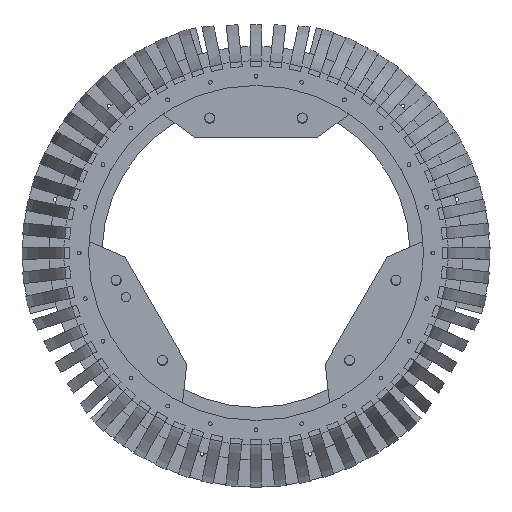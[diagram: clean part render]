
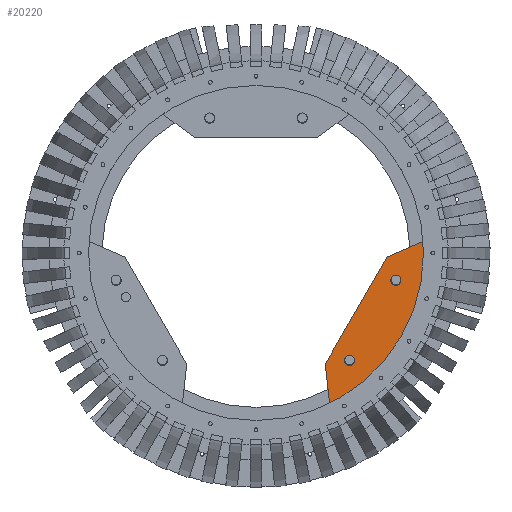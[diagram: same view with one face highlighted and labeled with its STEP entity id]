
A CAD part, top view. The second image highlights one B-rep face of the part: STEP entity #20220.
In plain terms, the highlighted planar face has unit normal (0, 0, 1).
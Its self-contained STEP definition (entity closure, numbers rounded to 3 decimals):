
#87=FACE_BOUND('',#3234,.T.);
#88=FACE_BOUND('',#3235,.T.);
#89=FACE_BOUND('',#3236,.T.);
#90=FACE_BOUND('',#3237,.T.);
#91=FACE_BOUND('',#3238,.T.);
#92=FACE_BOUND('',#3239,.T.);
#93=FACE_BOUND('',#3240,.T.);
#400=CIRCLE('',#21621,2.5);
#402=CIRCLE('',#21624,2.5);
#404=CIRCLE('',#21627,2.5);
#406=CIRCLE('',#21630,2.5);
#408=CIRCLE('',#21633,6.5);
#410=CIRCLE('',#21636,2.5);
#412=CIRCLE('',#21639,2.5);
#414=CIRCLE('',#21642,6.5);
#416=CIRCLE('',#21645,2.5);
#418=CIRCLE('',#21649,237.5);
#2047=FACE_OUTER_BOUND('',#3233,.T.);
#3233=EDGE_LOOP('',(#16252,#16253,#16254,#16255));
#3234=EDGE_LOOP('',(#16256));
#3235=EDGE_LOOP('',(#16257));
#3236=EDGE_LOOP('',(#16258,#16259));
#3237=EDGE_LOOP('',(#16260));
#3238=EDGE_LOOP('',(#16261,#16262));
#3239=EDGE_LOOP('',(#16263));
#3240=EDGE_LOOP('',(#16264));
#5136=LINE('',#38948,#7217);
#5141=LINE('',#38962,#7222);
#5144=LINE('',#38967,#7225);
#7217=VECTOR('',#25106,10.);
#7222=VECTOR('',#25119,10.);
#7225=VECTOR('',#25124,10.);
#9262=VERTEX_POINT('',#38892);
#9264=VERTEX_POINT('',#38898);
#9266=VERTEX_POINT('',#38904);
#9267=VERTEX_POINT('',#38905);
#9270=VERTEX_POINT('',#38916);
#9272=VERTEX_POINT('',#38922);
#9273=VERTEX_POINT('',#38923);
#9276=VERTEX_POINT('',#38934);
#9278=VERTEX_POINT('',#38940);
#9280=VERTEX_POINT('',#38946);
#9281=VERTEX_POINT('',#38947);
#9284=VERTEX_POINT('',#38955);
#9286=VERTEX_POINT('',#38961);
#11717=EDGE_CURVE('',#9262,#9262,#400,.T.);
#11720=EDGE_CURVE('',#9264,#9264,#402,.T.);
#11723=EDGE_CURVE('',#9266,#9267,#404,.T.);
#11727=EDGE_CURVE('',#9267,#9266,#406,.T.);
#11729=EDGE_CURVE('',#9270,#9270,#408,.T.);
#11732=EDGE_CURVE('',#9272,#9273,#410,.T.);
#11736=EDGE_CURVE('',#9273,#9272,#412,.T.);
#11738=EDGE_CURVE('',#9276,#9276,#414,.T.);
#11741=EDGE_CURVE('',#9278,#9278,#416,.T.);
#11744=EDGE_CURVE('',#9280,#9281,#5136,.T.);
#11748=EDGE_CURVE('',#9284,#9281,#418,.T.);
#11751=EDGE_CURVE('',#9286,#9284,#5141,.T.);
#11754=EDGE_CURVE('',#9286,#9280,#5144,.T.);
#16252=ORIENTED_EDGE('',*,*,#11754,.T.);
#16253=ORIENTED_EDGE('',*,*,#11744,.T.);
#16254=ORIENTED_EDGE('',*,*,#11748,.F.);
#16255=ORIENTED_EDGE('',*,*,#11751,.F.);
#16256=ORIENTED_EDGE('',*,*,#11741,.F.);
#16257=ORIENTED_EDGE('',*,*,#11738,.F.);
#16258=ORIENTED_EDGE('',*,*,#11736,.F.);
#16259=ORIENTED_EDGE('',*,*,#11732,.F.);
#16260=ORIENTED_EDGE('',*,*,#11729,.F.);
#16261=ORIENTED_EDGE('',*,*,#11727,.F.);
#16262=ORIENTED_EDGE('',*,*,#11723,.F.);
#16263=ORIENTED_EDGE('',*,*,#11720,.F.);
#16264=ORIENTED_EDGE('',*,*,#11717,.F.);
#19255=PLANE('',#21654);
#20220=ADVANCED_FACE('',(#2047,#87,#88,#89,#90,#91,#92,#93),#19255,.F.);
#21621=AXIS2_PLACEMENT_3D('',#38893,#25043,#25044);
#21624=AXIS2_PLACEMENT_3D('',#38899,#25050,#25051);
#21627=AXIS2_PLACEMENT_3D('',#38906,#25057,#25058);
#21630=AXIS2_PLACEMENT_3D('',#38913,#25065,#25066);
#21633=AXIS2_PLACEMENT_3D('',#38917,#25071,#25072);
#21636=AXIS2_PLACEMENT_3D('',#38924,#25078,#25079);
#21639=AXIS2_PLACEMENT_3D('',#38931,#25086,#25087);
#21642=AXIS2_PLACEMENT_3D('',#38935,#25092,#25093);
#21645=AXIS2_PLACEMENT_3D('',#38941,#25099,#25100);
#21649=AXIS2_PLACEMENT_3D('',#38956,#25112,#25113);
#21654=AXIS2_PLACEMENT_3D('',#38970,#25128,#25129);
#25043=DIRECTION('center_axis',(0.,0.,
1.));
#25044=DIRECTION('ref_axis',(-0.5,0.866,0.));
#25050=DIRECTION('center_axis',(0.,0.,
1.));
#25051=DIRECTION('ref_axis',(-0.5,0.866,0.));
#25057=DIRECTION('center_axis',(0.,0.,
1.));
#25058=DIRECTION('ref_axis',(-0.5,0.866,0.));
#25065=DIRECTION('center_axis',(0.,0.,
1.));
#25066=DIRECTION('ref_axis',(-0.5,0.866,0.));
#25071=DIRECTION('center_axis',(0.,0.,
1.));
#25072=DIRECTION('ref_axis',(-0.5,0.866,0.));
#25078=DIRECTION('center_axis',(0.,0.,
1.));
#25079=DIRECTION('ref_axis',(-0.5,0.866,0.));
#25086=DIRECTION('center_axis',(0.,0.,
1.));
#25087=DIRECTION('ref_axis',(-0.5,0.866,0.));
#25092=DIRECTION('center_axis',(0.,0.,
1.));
#25093=DIRECTION('ref_axis',(-0.5,0.866,0.));
#25099=DIRECTION('center_axis',(0.,0.,
1.));
#25100=DIRECTION('ref_axis',(-0.5,0.866,0.));
#25106=DIRECTION('',(-0.4,-0.917,0.));
#25112=DIRECTION('center_axis',(0.,0.,
-1.));
#25113=DIRECTION('ref_axis',(-0.5,0.866,0.));
#25119=DIRECTION('',(0.994,-0.112,0.));
#25124=DIRECTION('',(-0.866,-0.5,0.));
#25128=DIRECTION('center_axis',(0.,0.,
-1.));
#25129=DIRECTION('ref_axis',(-0.5,0.866,0.));
#38892=CARTESIAN_POINT('',(1.25,-231.665,268.65));
#38893=CARTESIAN_POINT('Origin',(0.,-229.5,
268.65));
#38898=CARTESIAN_POINT('',(60.649,-223.845,268.65));
#38899=CARTESIAN_POINT('Origin',(59.399,-221.68,268.65));
#38904=CARTESIAN_POINT('',(199.685,-117.07,268.65));
#38905=CARTESIAN_POINT('',(197.821,-112.43,268.65));
#38906=CARTESIAN_POINT('Origin',(198.753,-114.75,268.65));
#38913=CARTESIAN_POINT('Origin',(198.753,-114.75,268.65));
#38916=CARTESIAN_POINT('',(38.789,-187.184,268.65));
#38917=CARTESIAN_POINT('Origin',(35.539,-181.554,268.65));
#38922=CARTESIAN_POINT('',(163.468,-164.481,268.65));
#38923=CARTESIAN_POINT('',(161.094,-160.081,268.65));
#38924=CARTESIAN_POINT('Origin',(162.281,-162.281,268.65));
#38931=CARTESIAN_POINT('Origin',(162.281,-162.281,268.65));
#38934=CARTESIAN_POINT('',(142.712,-127.184,268.65));
#38935=CARTESIAN_POINT('Origin',(139.462,-121.554,268.65));
#38940=CARTESIAN_POINT('',(116.,-200.918,268.65));
#38941=CARTESIAN_POINT('Origin',(114.75,-198.753,268.65));
#38946=CARTESIAN_POINT('',(5.718,-169.904,268.65));
#38947=CARTESIAN_POINT('',(-23.25,-236.359,268.65));
#38948=CARTESIAN_POINT('',(5.718,-169.904,268.65));
#38955=CARTESIAN_POINT('',(216.318,-98.044,268.65));
#38956=CARTESIAN_POINT('Origin',(0.,0.,
268.65));
#38961=CARTESIAN_POINT('',(144.282,-89.904,268.65));
#38962=CARTESIAN_POINT('',(144.282,-89.904,268.65));
#38967=CARTESIAN_POINT('',(144.282,-89.904,268.65));
#38970=CARTESIAN_POINT('Origin',(96.875,-167.792,268.65));
